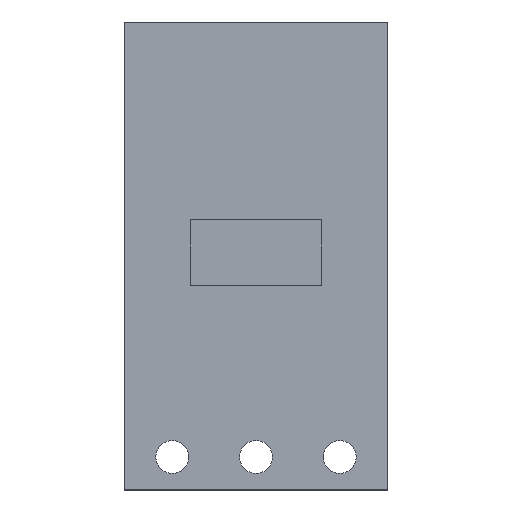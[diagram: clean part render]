
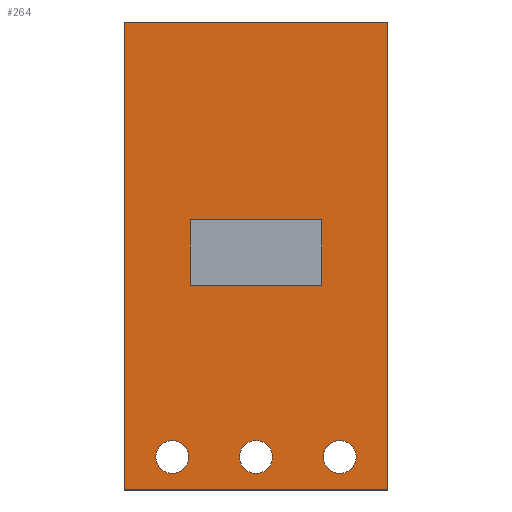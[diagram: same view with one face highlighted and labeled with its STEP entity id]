
A CAD part, top view. The second image highlights one B-rep face of the part: STEP entity #264.
In plain terms, the highlighted planar face has unit normal (0, 0, 1).
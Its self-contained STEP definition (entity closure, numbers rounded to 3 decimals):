
#15=FACE_BOUND('',#58,.T.);
#16=FACE_BOUND('',#59,.T.);
#17=FACE_BOUND('',#60,.T.);
#18=FACE_BOUND('',#61,.T.);
#23=CIRCLE('',#287,0.5);
#25=CIRCLE('',#290,0.5);
#27=CIRCLE('',#293,0.5);
#43=FACE_OUTER_BOUND('',#57,.T.);
#57=EDGE_LOOP('',(#223,#224,#225,#226));
#58=EDGE_LOOP('',(#227,#228,#229,#230));
#59=EDGE_LOOP('',(#231));
#60=EDGE_LOOP('',(#232));
#61=EDGE_LOOP('',(#233));
#66=LINE('',#373,#93);
#70=LINE('',#381,#97);
#73=LINE('',#387,#100);
#76=LINE('',#392,#103);
#83=LINE('',#420,#110);
#86=LINE('',#426,#113);
#89=LINE('',#432,#116);
#92=LINE('',#436,#119);
#93=VECTOR('',#304,10.);
#97=VECTOR('',#310,10.);
#100=VECTOR('',#315,10.);
#103=VECTOR('',#320,10.);
#110=VECTOR('',#349,10.);
#113=VECTOR('',#354,10.);
#116=VECTOR('',#359,10.);
#119=VECTOR('',#364,10.);
#120=VERTEX_POINT('',#371);
#121=VERTEX_POINT('',#372);
#124=VERTEX_POINT('',#380);
#126=VERTEX_POINT('',#386);
#129=VERTEX_POINT('',#398);
#131=VERTEX_POINT('',#404);
#133=VERTEX_POINT('',#410);
#136=VERTEX_POINT('',#417);
#137=VERTEX_POINT('',#419);
#139=VERTEX_POINT('',#425);
#141=VERTEX_POINT('',#431);
#142=EDGE_CURVE('',#120,#121,#66,.T.);
#146=EDGE_CURVE('',#121,#124,#70,.T.);
#149=EDGE_CURVE('',#124,#126,#73,.T.);
#152=EDGE_CURVE('',#126,#120,#76,.T.);
#156=EDGE_CURVE('',#129,#129,#23,.T.);
#159=EDGE_CURVE('',#131,#131,#25,.T.);
#162=EDGE_CURVE('',#133,#133,#27,.T.);
#165=EDGE_CURVE('',#137,#136,#83,.T.);
#168=EDGE_CURVE('',#139,#137,#86,.T.);
#171=EDGE_CURVE('',#141,#139,#89,.T.);
#174=EDGE_CURVE('',#136,#141,#92,.T.);
#223=ORIENTED_EDGE('',*,*,#174,.T.);
#224=ORIENTED_EDGE('',*,*,#171,.T.);
#225=ORIENTED_EDGE('',*,*,#168,.T.);
#226=ORIENTED_EDGE('',*,*,#165,.T.);
#227=ORIENTED_EDGE('',*,*,#142,.T.);
#228=ORIENTED_EDGE('',*,*,#146,.T.);
#229=ORIENTED_EDGE('',*,*,#149,.T.);
#230=ORIENTED_EDGE('',*,*,#152,.T.);
#231=ORIENTED_EDGE('',*,*,#156,.T.);
#232=ORIENTED_EDGE('',*,*,#159,.T.);
#233=ORIENTED_EDGE('',*,*,#162,.T.);
#250=PLANE('',#298);
#264=ADVANCED_FACE('',(#43,#15,#16,#17,#18),#250,.T.);
#287=AXIS2_PLACEMENT_3D('',#400,#329,#330);
#290=AXIS2_PLACEMENT_3D('',#406,#336,#337);
#293=AXIS2_PLACEMENT_3D('',#412,#343,#344);
#298=AXIS2_PLACEMENT_3D('',#437,#365,#366);
#304=DIRECTION('',(1.,0.,0.));
#310=DIRECTION('',(0.,-1.,0.));
#315=DIRECTION('',(-1.,0.,0.));
#320=DIRECTION('',(0.,1.,0.));
#329=DIRECTION('center_axis',(0.,0.,-1.));
#330=DIRECTION('ref_axis',(1.,0.,0.));
#336=DIRECTION('center_axis',(0.,0.,-1.));
#337=DIRECTION('ref_axis',(1.,0.,0.));
#343=DIRECTION('center_axis',(0.,0.,-1.));
#344=DIRECTION('ref_axis',(1.,0.,0.));
#349=DIRECTION('',(-1.,0.,0.));
#354=DIRECTION('',(0.,1.,0.));
#359=DIRECTION('',(1.,0.,0.));
#364=DIRECTION('',(0.,-1.,0.));
#365=DIRECTION('center_axis',(0.,0.,1.));
#366=DIRECTION('ref_axis',(1.,0.,0.));
#371=CARTESIAN_POINT('',(2.,8.2,1.6));
#372=CARTESIAN_POINT('',(6.,8.2,1.6));
#373=CARTESIAN_POINT('',(5.,8.2,1.6));
#380=CARTESIAN_POINT('',(6.,6.2,1.6));
#381=CARTESIAN_POINT('',(6.,6.65,1.6));
#386=CARTESIAN_POINT('',(2.,6.2,1.6));
#387=CARTESIAN_POINT('',(3.,6.2,1.6));
#392=CARTESIAN_POINT('',(2.,7.65,1.6));
#398=CARTESIAN_POINT('',(0.96,1.,1.6));
#400=CARTESIAN_POINT('Origin',(1.46,1.,1.6));
#404=CARTESIAN_POINT('',(3.5,1.,1.6));
#406=CARTESIAN_POINT('Origin',(4.,1.,1.6));
#410=CARTESIAN_POINT('',(6.04,1.,1.6));
#412=CARTESIAN_POINT('Origin',(6.54,1.,1.6));
#417=CARTESIAN_POINT('',(0.,14.2,1.6));
#419=CARTESIAN_POINT('',(8.,14.2,1.6));
#420=CARTESIAN_POINT('',(8.,14.2,1.6));
#425=CARTESIAN_POINT('',(8.,0.,1.6));
#426=CARTESIAN_POINT('',(8.,0.,1.6));
#431=CARTESIAN_POINT('',(0.,0.,1.6));
#432=CARTESIAN_POINT('',(0.,0.,1.6));
#436=CARTESIAN_POINT('',(0.,14.2,1.6));
#437=CARTESIAN_POINT('Origin',(4.,7.1,1.6));
